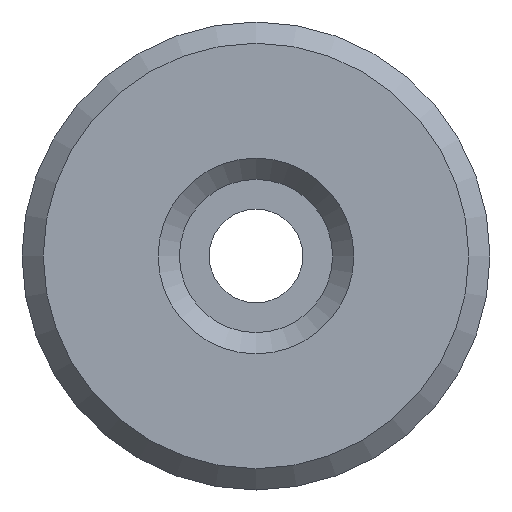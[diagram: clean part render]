
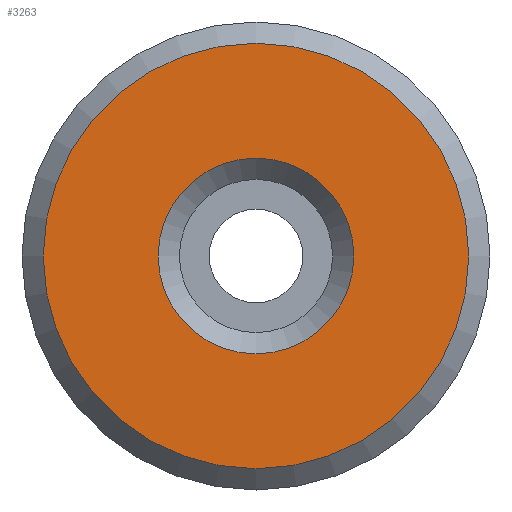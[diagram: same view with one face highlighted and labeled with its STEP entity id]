
A CAD part, front view. The second image highlights one B-rep face of the part: STEP entity #3263.
In plain terms, the highlighted planar face has unit normal (0, -1, 0).
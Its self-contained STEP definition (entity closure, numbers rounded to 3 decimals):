
#2651 = VERTEX_POINT('',#2652);
#2652 = CARTESIAN_POINT('',(0.,0.,4.6));
#2658 = EDGE_CURVE('',#2651,#2651,#2659,.T.);
#2659 = CIRCLE('',#2660,4.6);
#2660 = AXIS2_PLACEMENT_3D('',#2661,#2662,#2663);
#2661 = CARTESIAN_POINT('',(0.,0.,
    0.));
#2662 = DIRECTION('',(0.,1.,0.));
#2663 = DIRECTION('',(0.,0.,1.));
#3263 = ADVANCED_FACE('',(#3264,#3275),#3278,.T.);
#3264 = FACE_BOUND('',#3265,.T.);
#3265 = EDGE_LOOP('',(#3266));
#3266 = ORIENTED_EDGE('',*,*,#3267,.F.);
#3267 = EDGE_CURVE('',#3268,#3268,#3270,.T.);
#3268 = VERTEX_POINT('',#3269);
#3269 = CARTESIAN_POINT('',(0.,0.,10.)
  );
#3270 = CIRCLE('',#3271,10.);
#3271 = AXIS2_PLACEMENT_3D('',#3272,#3273,#3274);
#3272 = CARTESIAN_POINT('',(0.,0.,
    0.));
#3273 = DIRECTION('',(0.,1.,0.));
#3274 = DIRECTION('',(0.,0.,1.));
#3275 = FACE_BOUND('',#3276,.T.);
#3276 = EDGE_LOOP('',(#3277));
#3277 = ORIENTED_EDGE('',*,*,#2658,.T.);
#3278 = PLANE('',#3279);
#3279 = AXIS2_PLACEMENT_3D('',#3280,#3281,#3282);
#3280 = CARTESIAN_POINT('',(0.,0.,
    0.));
#3281 = DIRECTION('',(0.,-1.,0.));
#3282 = DIRECTION('',(0.,0.,-1.));
